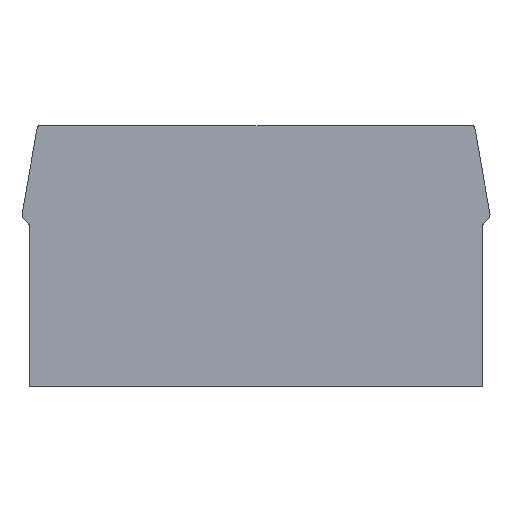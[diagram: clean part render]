
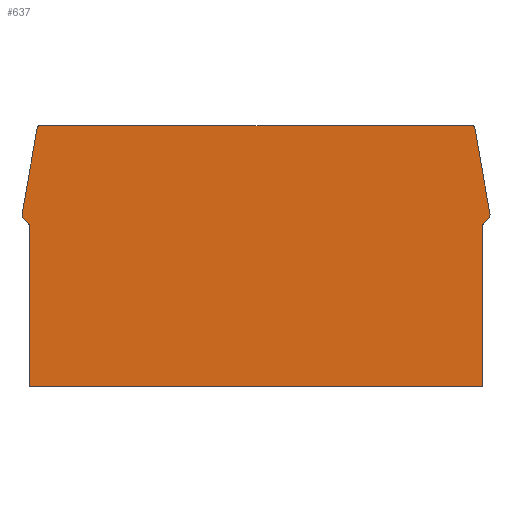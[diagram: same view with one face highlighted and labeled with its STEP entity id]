
A CAD part, front view. The second image highlights one B-rep face of the part: STEP entity #637.
In plain terms, the highlighted face is planar.
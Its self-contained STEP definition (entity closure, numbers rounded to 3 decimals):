
#4 = VERTEX_POINT ( 'NONE', #146 ) ;
#5 = EDGE_CURVE ( 'NONE', #87, #606, #556, .T. ) ;
#7 = CARTESIAN_POINT ( 'NONE',  ( 0., -27.4, -10.589 ) ) ;
#10 = CIRCLE ( 'NONE', #624, 0.2 ) ;
#11 = ORIENTED_EDGE ( 'NONE', *, *, #594, .T. ) ;
#22 = VECTOR ( 'NONE', #234, 1000. ) ;
#31 = CARTESIAN_POINT ( 'NONE',  ( 0., -27.4, -10.339 ) ) ;
#36 = EDGE_CURVE ( 'NONE', #326, #342, #10, .T. ) ;
#40 = DIRECTION ( 'NONE',  ( 0., 0.174, -0.985 ) ) ;
#41 = CARTESIAN_POINT ( 'NONE',  ( 0., -27.2, -10.589 ) ) ;
#44 = EDGE_CURVE ( 'NONE', #606, #360, #149, .T. ) ;
#47 = LINE ( 'NONE', #53, #433 ) ;
#49 = EDGE_LOOP ( 'NONE', ( #76, #323, #11, #159, #120, #514, #128, #577, #534, #294, #365, #296, #426, #495, #337, #277 ) ) ;
#53 = CARTESIAN_POINT ( 'NONE',  ( 0., 25.622, -0.257 ) ) ;
#55 = CIRCLE ( 'NONE', #184, 0.2 ) ;
#61 = EDGE_CURVE ( 'NONE', #432, #326, #252, .T. ) ;
#62 = VERTEX_POINT ( 'NONE', #401 ) ;
#66 = DIRECTION ( 'NONE',  ( 0., 1., 0. ) ) ;
#76 = ORIENTED_EDGE ( 'NONE', *, *, #284, .T. ) ;
#82 = CARTESIAN_POINT ( 'NONE',  ( 0., 27.341, -10.73 ) ) ;
#87 = VERTEX_POINT ( 'NONE', #160 ) ;
#89 = VERTEX_POINT ( 'NONE', #364 ) ;
#90 = EDGE_CURVE ( 'NONE', #62, #618, #393, .T. ) ;
#94 = AXIS2_PLACEMENT_3D ( 'NONE', #519, #325, #66 ) ;
#98 = VERTEX_POINT ( 'NONE', #473 ) ;
#101 = CARTESIAN_POINT ( 'NONE',  ( 0., -27.4, -10.589 ) ) ;
#106 = CIRCLE ( 'NONE', #94, 0.3 ) ;
#115 = VECTOR ( 'NONE', #189, 1000. ) ;
#120 = ORIENTED_EDGE ( 'NONE', *, *, #36, .T. ) ;
#125 = CARTESIAN_POINT ( 'NONE',  ( 0., -25.325, -0.3 ) ) ;
#127 = VECTOR ( 'NONE', #352, 1000. ) ;
#128 = ORIENTED_EDGE ( 'NONE', *, *, #175, .T. ) ;
#134 = CARTESIAN_POINT ( 'NONE',  ( 0., 26.638, -11.434 ) ) ;
#138 = EDGE_CURVE ( 'NONE', #335, #89, #106, .T. ) ;
#146 = CARTESIAN_POINT ( 'NONE',  ( 0., -27.4, -10.339 ) ) ;
#149 = LINE ( 'NONE', #508, #447 ) ;
#159 = ORIENTED_EDGE ( 'NONE', *, *, #61, .T. ) ;
#160 = CARTESIAN_POINT ( 'NONE',  ( 0., 26.55, -30.5 ) ) ;
#175 = EDGE_CURVE ( 'NONE', #379, #98, #469, .T. ) ;
#176 = DIRECTION ( 'NONE',  ( 0., 0.174, 0.985 ) ) ;
#182 = DIRECTION ( 'NONE',  ( 0., 1., 0. ) ) ;
#184 = AXIS2_PLACEMENT_3D ( 'NONE', #41, #279, #182 ) ;
#189 = DIRECTION ( 'NONE',  ( 0., -0.707, 0.707 ) ) ;
#191 = DIRECTION ( 'NONE',  ( 1., 0., 0. ) ) ;
#199 = CARTESIAN_POINT ( 'NONE',  ( 0., -25.325, 0. ) ) ;
#205 = DIRECTION ( 'NONE',  ( 0., 0., -1. ) ) ;
#207 = VECTOR ( 'NONE', #546, 1000. ) ;
#214 = CARTESIAN_POINT ( 'NONE',  ( 0., 27.341, -10.73 ) ) ;
#234 = DIRECTION ( 'NONE',  ( 0., 0., -1. ) ) ;
#240 = CARTESIAN_POINT ( 'NONE',  ( 0., 25.325, -0.3 ) ) ;
#241 = CARTESIAN_POINT ( 'NONE',  ( 0., 25.325, 0. ) ) ;
#246 = DIRECTION ( 'NONE',  ( 0., -1., 0. ) ) ;
#252 = LINE ( 'NONE', #351, #503 ) ;
#260 = CARTESIAN_POINT ( 'NONE',  ( 0., -2.8, -30.5 ) ) ;
#262 = EDGE_CURVE ( 'NONE', #291, #614, #431, .T. ) ;
#269 = AXIS2_PLACEMENT_3D ( 'NONE', #640, #191, #390 ) ;
#277 = ORIENTED_EDGE ( 'NONE', *, *, #90, .T. ) ;
#279 = DIRECTION ( 'NONE',  ( -1., 0., 0. ) ) ;
#282 = LINE ( 'NONE', #330, #22 ) ;
#284 = EDGE_CURVE ( 'NONE', #618, #335, #590, .T. ) ;
#285 = PLANE ( 'NONE',  #290 ) ;
#290 = AXIS2_PLACEMENT_3D ( 'NONE', #240, #639, #489 ) ;
#291 = VERTEX_POINT ( 'NONE', #490 ) ;
#294 = ORIENTED_EDGE ( 'NONE', *, *, #44, .T. ) ;
#296 = ORIENTED_EDGE ( 'NONE', *, *, #262, .T. ) ;
#299 = VECTOR ( 'NONE', #544, 1000. ) ;
#300 = EDGE_CURVE ( 'NONE', #614, #416, #55, .T. ) ;
#319 = EDGE_CURVE ( 'NONE', #4, #62, #484, .T. ) ;
#321 = AXIS2_PLACEMENT_3D ( 'NONE', #125, #564, #322 ) ;
#322 = DIRECTION ( 'NONE',  ( 0., 1., 0. ) ) ;
#323 = ORIENTED_EDGE ( 'NONE', *, *, #138, .T. ) ;
#325 = DIRECTION ( 'NONE',  ( -1., 0., 0. ) ) ;
#326 = VERTEX_POINT ( 'NONE', #387 ) ;
#330 = CARTESIAN_POINT ( 'NONE',  ( 0., 26.55, -11.646 ) ) ;
#335 = VERTEX_POINT ( 'NONE', #241 ) ;
#337 = ORIENTED_EDGE ( 'NONE', *, *, #319, .T. ) ;
#342 = VERTEX_POINT ( 'NONE', #82 ) ;
#345 = DIRECTION ( 'NONE',  ( -1., 0., 0. ) ) ;
#351 = CARTESIAN_POINT ( 'NONE',  ( 0., 27.4, -10.339 ) ) ;
#352 = DIRECTION ( 'NONE',  ( 0., -0.707, -0.707 ) ) ;
#356 = AXIS2_PLACEMENT_3D ( 'NONE', #421, #359, #576 ) ;
#359 = DIRECTION ( 'NONE',  ( 1., 0., 0. ) ) ;
#360 = VERTEX_POINT ( 'NONE', #486 ) ;
#362 = LINE ( 'NONE', #214, #127 ) ;
#364 = CARTESIAN_POINT ( 'NONE',  ( 0., 25.622, -0.257 ) ) ;
#365 = ORIENTED_EDGE ( 'NONE', *, *, #453, .T. ) ;
#379 = VERTEX_POINT ( 'NONE', #134 ) ;
#385 = EDGE_CURVE ( 'NONE', #98, #87, #282, .T. ) ;
#387 = CARTESIAN_POINT ( 'NONE',  ( 0., 27.4, -10.589 ) ) ;
#390 = DIRECTION ( 'NONE',  ( 0., 1., 0. ) ) ;
#392 = CARTESIAN_POINT ( 'NONE',  ( 0., 27.2, -10.589 ) ) ;
#393 = CIRCLE ( 'NONE', #321, 0.3 ) ;
#394 = FACE_OUTER_BOUND ( 'NONE', #49, .T. ) ;
#401 = CARTESIAN_POINT ( 'NONE',  ( 0., -25.621, -0.248 ) ) ;
#416 = VERTEX_POINT ( 'NONE', #7 ) ;
#421 = CARTESIAN_POINT ( 'NONE',  ( 0., 26.85, -11.646 ) ) ;
#426 = ORIENTED_EDGE ( 'NONE', *, *, #300, .T. ) ;
#431 = LINE ( 'NONE', #533, #115 ) ;
#432 = VERTEX_POINT ( 'NONE', #604 ) ;
#433 = VECTOR ( 'NONE', #40, 1000. ) ;
#447 = VECTOR ( 'NONE', #549, 1000. ) ;
#448 = VECTOR ( 'NONE', #537, 1000. ) ;
#450 = CARTESIAN_POINT ( 'NONE',  ( 0., -27.341, -10.73 ) ) ;
#453 = EDGE_CURVE ( 'NONE', #360, #291, #460, .T. ) ;
#460 = CIRCLE ( 'NONE', #269, 0.3 ) ;
#469 = CIRCLE ( 'NONE', #356, 0.3 ) ;
#473 = CARTESIAN_POINT ( 'NONE',  ( 0., 26.55, -11.646 ) ) ;
#484 = LINE ( 'NONE', #31, #644 ) ;
#486 = CARTESIAN_POINT ( 'NONE',  ( 0., -26.55, -11.646 ) ) ;
#489 = DIRECTION ( 'NONE',  ( 0., 1., 0. ) ) ;
#490 = CARTESIAN_POINT ( 'NONE',  ( 0., -26.638, -11.434 ) ) ;
#495 = ORIENTED_EDGE ( 'NONE', *, *, #586, .T. ) ;
#503 = VECTOR ( 'NONE', #205, 1000. ) ;
#508 = CARTESIAN_POINT ( 'NONE',  ( 0., -26.55, -21.4 ) ) ;
#509 = EDGE_CURVE ( 'NONE', #342, #379, #362, .T. ) ;
#514 = ORIENTED_EDGE ( 'NONE', *, *, #509, .T. ) ;
#519 = CARTESIAN_POINT ( 'NONE',  ( 0., 25.325, -0.3 ) ) ;
#533 = CARTESIAN_POINT ( 'NONE',  ( 0., -26.638, -11.434 ) ) ;
#534 = ORIENTED_EDGE ( 'NONE', *, *, #5, .T. ) ;
#537 = DIRECTION ( 'NONE',  ( 0., 1., 0. ) ) ;
#544 = DIRECTION ( 'NONE',  ( 0., 0., 1. ) ) ;
#546 = DIRECTION ( 'NONE',  ( 0., -1., 0. ) ) ;
#547 = LINE ( 'NONE', #101, #299 ) ;
#549 = DIRECTION ( 'NONE',  ( 0., 0., 1. ) ) ;
#556 = LINE ( 'NONE', #260, #207 ) ;
#564 = DIRECTION ( 'NONE',  ( -1., 0., 0. ) ) ;
#576 = DIRECTION ( 'NONE',  ( 0., 1., 0. ) ) ;
#577 = ORIENTED_EDGE ( 'NONE', *, *, #385, .T. ) ;
#583 = CARTESIAN_POINT ( 'NONE',  ( 0., -25.325, 0. ) ) ;
#586 = EDGE_CURVE ( 'NONE', #416, #4, #547, .T. ) ;
#590 = LINE ( 'NONE', #583, #448 ) ;
#594 = EDGE_CURVE ( 'NONE', #89, #432, #47, .T. ) ;
#604 = CARTESIAN_POINT ( 'NONE',  ( 0., 27.4, -10.339 ) ) ;
#606 = VERTEX_POINT ( 'NONE', #633 ) ;
#614 = VERTEX_POINT ( 'NONE', #450 ) ;
#618 = VERTEX_POINT ( 'NONE', #199 ) ;
#624 = AXIS2_PLACEMENT_3D ( 'NONE', #392, #345, #246 ) ;
#633 = CARTESIAN_POINT ( 'NONE',  ( 0., -26.55, -30.5 ) ) ;
#637 = ADVANCED_FACE ( 'NONE', ( #394 ), #285, .T. ) ;
#639 = DIRECTION ( 'NONE',  ( -1., 0., 0. ) ) ;
#640 = CARTESIAN_POINT ( 'NONE',  ( 0., -26.85, -11.646 ) ) ;
#644 = VECTOR ( 'NONE', #176, 1000. ) ;
